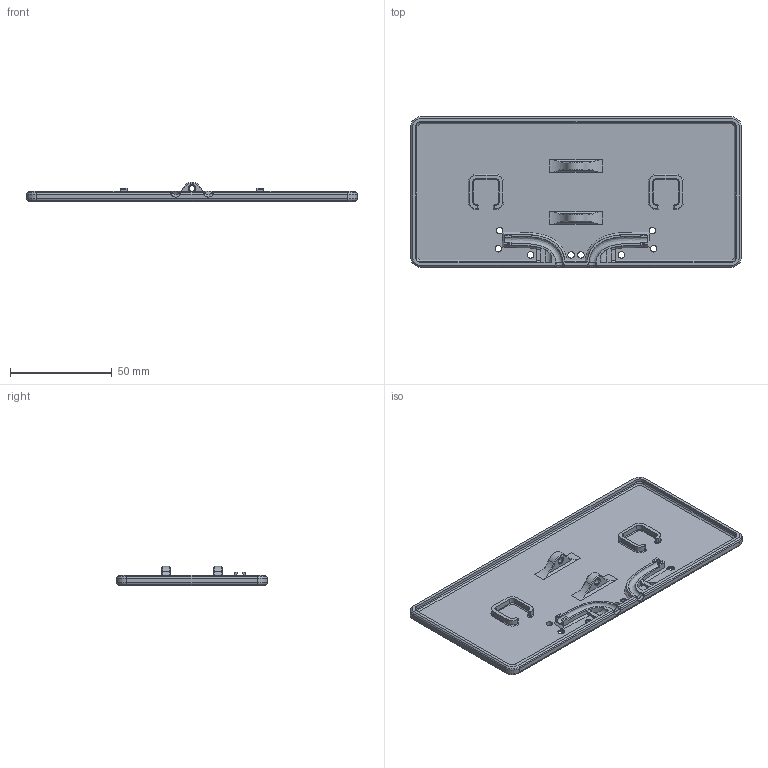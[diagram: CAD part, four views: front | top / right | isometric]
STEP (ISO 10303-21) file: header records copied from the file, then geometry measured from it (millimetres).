
FILE_DESCRIPTION(/* description */ (''),/* implementation_level */ '2;1');
FILE_NAME(/* name */ 'ORS_Bottom_Piece_Cotter_Pin v8.step',/* time_stamp */ '2024-08-07T15:19:27-07:00',/* author */ (''),/* organization */ (''),/* preprocessor_version */ 'ST-DEVELOPER v20',/* originating_system */ 'Autodesk Translation Framework v13.14.0.145',/* authorisation */ '');
FILE_SCHEMA (('AUTOMOTIVE_DESIGN { 1 0 10303 214 3 1 1 }'));
Length unit declared in the file: millimetre
Products named in the file (1): ORS_Bottom_Piece_Cotter_Pin
Bounding box: 163 x 74.2 x 9.5 mm (x, y, z)
Volume: 28749 mm3; surface area: 28965.4 mm2
Topology: 1 solids, 1 shells, 903 faces, 2438 edges, 1576 vertices
Faces by surface type: plane 480, bspline 285, cylinder 70, cone 52, torus 12, sphere 4
Full cylindrical faces by diameter (mm): 3 x2, 3.2 x8
Entity records: 33172 total; most frequent: CARTESIAN_POINT 12368, ORIENTED_EDGE 4876, DIRECTION 3284, EDGE_CURVE 2438, VERTEX_POINT 1576, LINE 1566, VECTOR 1566, EDGE_LOOP 966
